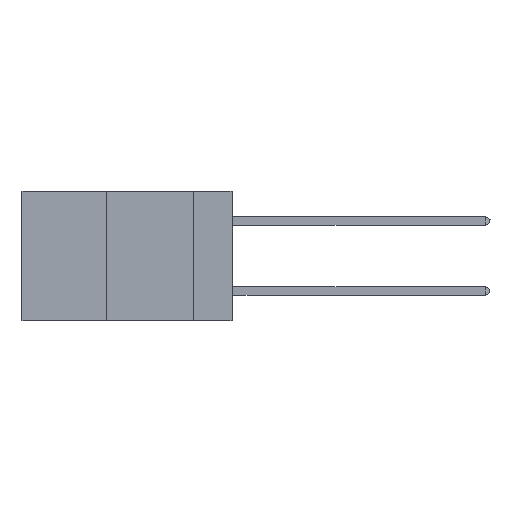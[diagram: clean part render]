
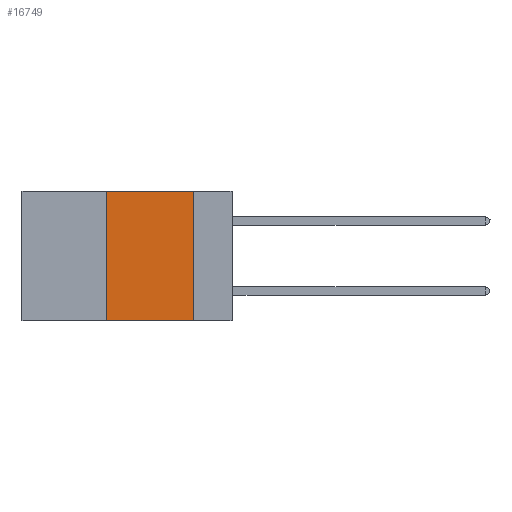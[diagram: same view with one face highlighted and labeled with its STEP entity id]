
A CAD part, left-side view. The second image highlights one B-rep face of the part: STEP entity #16749.
In plain terms, the highlighted planar face has unit normal (-1, 0, 0).
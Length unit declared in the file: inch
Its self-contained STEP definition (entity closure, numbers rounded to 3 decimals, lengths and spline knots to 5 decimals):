
#15 = DIRECTION ( 'NONE',  ( 0., -1., 0. ) ) ;
#233 = VECTOR ( 'NONE', #13726, 39.37008 ) ;
#580 = CARTESIAN_POINT ( 'NONE',  ( 0., 0.11, -0.37 ) ) ;
#1512 = VERTEX_POINT ( 'NONE', #16958 ) ;
#2218 = VECTOR ( 'NONE', #18216, 39.37008 ) ;
#2422 = VERTEX_POINT ( 'NONE', #580 ) ;
#3765 = VECTOR ( 'NONE', #11707, 39.37008 ) ;
#3954 = ORIENTED_EDGE ( 'NONE', *, *, #5207, .F. ) ;
#4466 = CARTESIAN_POINT ( 'NONE',  ( 0., 0.36, 0. ) ) ;
#4901 = AXIS2_PLACEMENT_3D ( 'NONE', #14919, #14728, #16415 ) ;
#5207 = EDGE_CURVE ( 'NONE', #1512, #18928, #10531, .T. ) ;
#6338 = CARTESIAN_POINT ( 'NONE',  ( 0., 0.36, 0. ) ) ;
#6524 = LINE ( 'NONE', #8002, #233 ) ;
#6813 = ORIENTED_EDGE ( 'NONE', *, *, #9561, .F. ) ;
#7666 = CARTESIAN_POINT ( 'NONE',  ( 0., 0.6, 0. ) ) ;
#8002 = CARTESIAN_POINT ( 'NONE',  ( 0., 0.11, 0. ) ) ;
#9561 = EDGE_CURVE ( 'NONE', #10805, #2422, #6524, .T. ) ;
#9871 = EDGE_CURVE ( 'NONE', #1512, #2422, #14697, .T. ) ;
#10531 = LINE ( 'NONE', #4466, #2218 ) ;
#10805 = VERTEX_POINT ( 'NONE', #11945 ) ;
#11140 = EDGE_LOOP ( 'NONE', ( #6813, #16321, #3954, #18955 ) ) ;
#11707 = DIRECTION ( 'NONE',  ( 0., -1., 0. ) ) ;
#11811 = CARTESIAN_POINT ( 'NONE',  ( 0., 0.6, -0.37 ) ) ;
#11945 = CARTESIAN_POINT ( 'NONE',  ( 0., 0.11, 0. ) ) ;
#13058 = VECTOR ( 'NONE', #15, 39.37008 ) ;
#13542 = FACE_OUTER_BOUND ( 'NONE', #11140, .T. ) ;
#13670 = LINE ( 'NONE', #7666, #13058 ) ;
#13696 = EDGE_CURVE ( 'NONE', #18928, #10805, #13670, .T. ) ;
#13726 = DIRECTION ( 'NONE',  ( 0., 0., -1. ) ) ;
#14697 = LINE ( 'NONE', #11811, #3765 ) ;
#14728 = DIRECTION ( 'NONE',  ( 1., 0., 0. ) ) ;
#14919 = CARTESIAN_POINT ( 'NONE',  ( 0., 0.6, 0. ) ) ;
#15020 = PLANE ( 'NONE',  #4901 ) ;
#16321 = ORIENTED_EDGE ( 'NONE', *, *, #13696, .F. ) ;
#16415 = DIRECTION ( 'NONE',  ( 0., 0., -1. ) ) ;
#16749 = ADVANCED_FACE ( 'NONE', ( #13542 ), #15020, .F. ) ;
#16958 = CARTESIAN_POINT ( 'NONE',  ( 0., 0.36, -0.37 ) ) ;
#18216 = DIRECTION ( 'NONE',  ( 0., 0., 1. ) ) ;
#18928 = VERTEX_POINT ( 'NONE', #6338 ) ;
#18955 = ORIENTED_EDGE ( 'NONE', *, *, #9871, .T. ) ;
